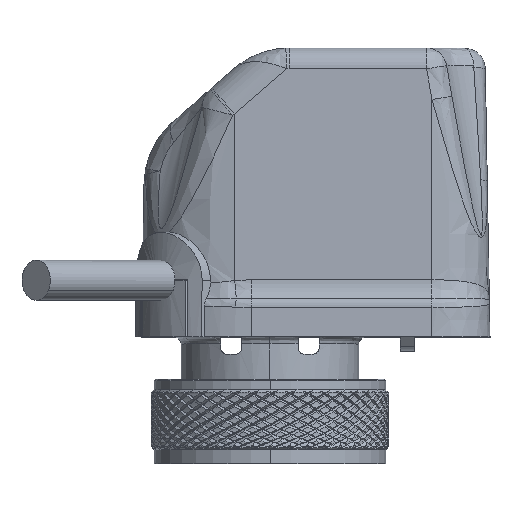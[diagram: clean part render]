
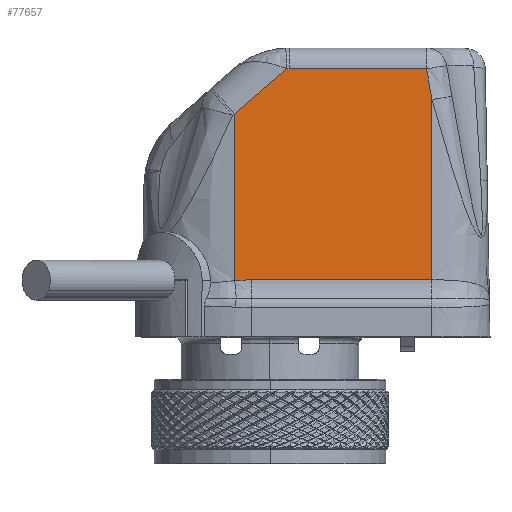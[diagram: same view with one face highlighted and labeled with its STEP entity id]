
A CAD part, top view. The second image highlights one B-rep face of the part: STEP entity #77657.
In plain terms, the highlighted planar face has unit normal (0, 0.018, 1).
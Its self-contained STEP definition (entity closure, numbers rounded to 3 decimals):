
#5931 = CARTESIAN_POINT ( 'NONE',  ( -5., 7.987, 18.611 ) ) ;
#7192 = VECTOR ( 'NONE', #81897, 1000. ) ;
#9092 = LINE ( 'NONE', #68312, #113592 ) ;
#9962 = VERTEX_POINT ( 'NONE', #23642 ) ;
#13215 = ORIENTED_EDGE ( 'NONE', *, *, #45229, .F. ) ;
#19670 = LINE ( 'NONE', #20574, #46657 ) ;
#20574 = CARTESIAN_POINT ( 'NONE',  ( 23., 0., 18.75 ) ) ;
#21885 = ORIENTED_EDGE ( 'NONE', *, *, #29140, .T. ) ;
#23642 = CARTESIAN_POINT ( 'NONE',  ( 22.253, 38.052, 18.086 ) ) ;
#24764 = EDGE_CURVE ( 'NONE', #85395, #47927, #126158, .T. ) ;
#24813 = VECTOR ( 'NONE', #106634, 1000. ) ;
#25061 = CARTESIAN_POINT ( 'NONE',  ( -5., 31.625, 18.198 ) ) ;
#25708 = CARTESIAN_POINT ( 'NONE',  ( 2.385, 38.045, 18.086 ) ) ;
#29140 = EDGE_CURVE ( 'NONE', #9962, #47075, #9092, .T. ) ;
#29395 = VERTEX_POINT ( 'NONE', #43902 ) ;
#30214 = ORIENTED_EDGE ( 'NONE', *, *, #92741, .T. ) ;
#36509 = LINE ( 'NONE', #110068, #90335 ) ;
#37065 = CARTESIAN_POINT ( 'NONE',  ( 2.75, 38.052, 18.086 ) ) ;
#38265 = ORIENTED_EDGE ( 'NONE', *, *, #91634, .T. ) ;
#38274 = DIRECTION ( 'NONE',  ( 0., 0.017, 1. ) ) ;
#40973 = DIRECTION ( 'NONE',  ( 0., 1., -0.017 ) ) ;
#43902 = CARTESIAN_POINT ( 'NONE',  ( 2.385, 38.045, 18.086 ) ) ;
#45229 = EDGE_CURVE ( 'NONE', #29395, #47075, #72408, .T. ) ;
#46657 = VECTOR ( 'NONE', #40973, 1000. ) ;
#46709 = CARTESIAN_POINT ( 'NONE',  ( -3.408, 8.096, 18.609 ) ) ;
#47075 = VERTEX_POINT ( 'NONE', #66164 ) ;
#47927 = VERTEX_POINT ( 'NONE', #84527 ) ;
#54947 = LINE ( 'NONE', #25708, #24813 ) ;
#56292 = FACE_OUTER_BOUND ( 'NONE', #97331, .T. ) ;
#57678 = AXIS2_PLACEMENT_3D ( 'NONE', #98862, #38274, #109048 ) ;
#62669 = DIRECTION ( 'NONE',  ( 1., 0., 0. ) ) ;
#65756 = PLANE ( 'NONE',  #57678 ) ;
#66164 = CARTESIAN_POINT ( 'NONE',  ( 2.75, 38.052, 18.086 ) ) ;
#66603 = CARTESIAN_POINT ( 'NONE',  ( -4.205, 8.062, 18.609 ) ) ;
#67199 = CARTESIAN_POINT ( 'NONE',  ( 2.507, 38.05, 18.086 ) ) ;
#68312 = CARTESIAN_POINT ( 'NONE',  ( -5., 38.052, 18.086 ) ) ;
#69279 = B_SPLINE_CURVE_WITH_KNOTS ( 'NONE', 3,
 ( #5931, #66603, #46709, #117434 ),
 .UNSPECIFIED., .F., .F.,
 ( 4, 4 ),
 ( 0., 0.002 ),
 .UNSPECIFIED. ) ;
#69787 = CARTESIAN_POINT ( 'NONE',  ( 23., 33.691, 18.162 ) ) ;
#71768 = CARTESIAN_POINT ( 'NONE',  ( 23., 33.691, 18.162 ) ) ;
#72361 = VECTOR ( 'NONE', #62669, 1000. ) ;
#72408 = B_SPLINE_CURVE_WITH_KNOTS ( 'NONE', 3,
 ( #86587, #67199, #97665, #37065 ),
 .UNSPECIFIED., .F., .F.,
 ( 4, 4 ),
 ( 0., 1. ),
 .UNSPECIFIED. ) ;
#74511 = EDGE_CURVE ( 'NONE', #78525, #85395, #69279, .T. ) ;
#77540 = ORIENTED_EDGE ( 'NONE', *, *, #74511, .T. ) ;
#77657 = ADVANCED_FACE ( 'NONE', ( #56292 ), #65756, .T. ) ;
#78525 = VERTEX_POINT ( 'NONE', #110470 ) ;
#81897 = DIRECTION ( 'NONE',  ( -0.169, 0.986, -0.017 ) ) ;
#84264 = EDGE_CURVE ( 'NONE', #29395, #114088, #54947, .T. ) ;
#84527 = CARTESIAN_POINT ( 'NONE',  ( 23., 8.096, 18.609 ) ) ;
#84768 = LINE ( 'NONE', #71768, #7192 ) ;
#85395 = VERTEX_POINT ( 'NONE', #125116 ) ;
#86587 = CARTESIAN_POINT ( 'NONE',  ( 2.385, 38.045, 18.086 ) ) ;
#90335 = VECTOR ( 'NONE', #129560, 1000. ) ;
#91634 = EDGE_CURVE ( 'NONE', #97782, #9962, #84768, .T. ) ;
#92741 = EDGE_CURVE ( 'NONE', #47927, #97782, #19670, .T. ) ;
#97331 = EDGE_LOOP ( 'NONE', ( #118768, #77540, #128206, #30214, #38265, #21885, #13215, #109963 ) ) ;
#97665 = CARTESIAN_POINT ( 'NONE',  ( 2.628, 38.052, 18.086 ) ) ;
#97782 = VERTEX_POINT ( 'NONE', #69787 ) ;
#98862 = CARTESIAN_POINT ( 'NONE',  ( -5., 0., 18.75 ) ) ;
#106634 = DIRECTION ( 'NONE',  ( -0.755, -0.656, 0.011 ) ) ;
#109048 = DIRECTION ( 'NONE',  ( 0., -1., 0.017 ) ) ;
#109963 = ORIENTED_EDGE ( 'NONE', *, *, #84264, .T. ) ;
#110068 = CARTESIAN_POINT ( 'NONE',  ( -5., 0., 18.75 ) ) ;
#110470 = CARTESIAN_POINT ( 'NONE',  ( -5., 7.987, 18.611 ) ) ;
#112349 = EDGE_CURVE ( 'NONE', #114088, #78525, #36509, .T. ) ;
#113592 = VECTOR ( 'NONE', #128893, 1000. ) ;
#114088 = VERTEX_POINT ( 'NONE', #25061 ) ;
#117434 = CARTESIAN_POINT ( 'NONE',  ( -2.61, 8.096, 18.609 ) ) ;
#118768 = ORIENTED_EDGE ( 'NONE', *, *, #112349, .T. ) ;
#123251 = CARTESIAN_POINT ( 'NONE',  ( 23., 8.096, 18.609 ) ) ;
#125116 = CARTESIAN_POINT ( 'NONE',  ( -2.61, 8.096, 18.609 ) ) ;
#126158 = LINE ( 'NONE', #123251, #72361 ) ;
#128206 = ORIENTED_EDGE ( 'NONE', *, *, #24764, .T. ) ;
#128893 = DIRECTION ( 'NONE',  ( -1., 0., 0. ) ) ;
#129560 = DIRECTION ( 'NONE',  ( 0., -1., 0.017 ) ) ;
